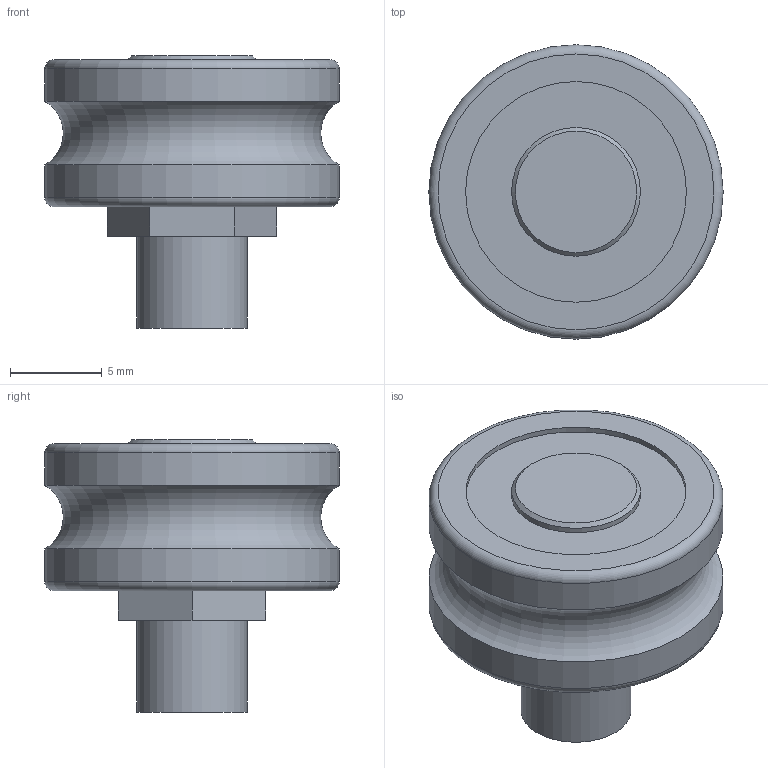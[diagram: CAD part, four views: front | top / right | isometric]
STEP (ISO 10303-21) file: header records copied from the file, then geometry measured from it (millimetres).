
FILE_DESCRIPTION(/* description */ ('ROTELLA CONC. RN1608'),/* implementation_level */ '2;1');
FILE_NAME(/* name */ '23.516.00C.stp',/* time_stamp */ '2022-07-20T11:04:09+02:00',/* author */ ('tecnico7'),/* organization */ (''),/* preprocessor_version */ 'ST-DEVELOPER v18.1',/* originating_system */ 'Autodesk Inventor 2022',/* authorisation */ '');
FILE_SCHEMA (('AUTOMOTIVE_DESIGN { 1 0 10303 214 3 1 1 }'));
Length unit declared in the file: millimetre
Products named in the file (1): 23.516.00C
Bounding box: 16 x 16 x 14.8 mm (x, y, z)
Volume: 1626.4 mm3; surface area: 1074.2 mm2
Topology: 1 solids, 1 shells, 27 faces, 55 edges, 36 vertices
Faces by surface type: plane 14, cylinder 8, torus 3, cone 2
Full cylindrical faces by diameter (mm): 3.242 x1, 6 x1, 7 x2, 12 x2, 16 x2
Entity records: 780 total; most frequent: DIRECTION 136, CARTESIAN_POINT 118, ORIENTED_EDGE 108, EDGE_CURVE 54, AXIS2_PLACEMENT_3D 54, VERTEX_POINT 36, EDGE_LOOP 34, LINE 28
